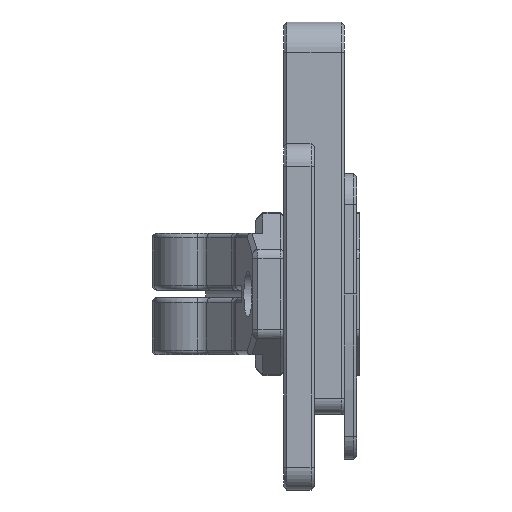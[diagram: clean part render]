
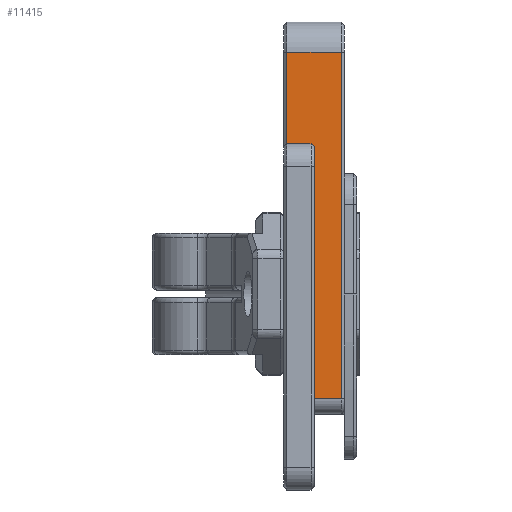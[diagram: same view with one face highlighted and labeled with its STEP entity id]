
A CAD part, left-side view. The second image highlights one B-rep face of the part: STEP entity #11415.
In plain terms, the highlighted planar face has unit normal (-1, 0, 0).
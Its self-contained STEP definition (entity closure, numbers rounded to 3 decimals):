
#622=PLANE('',#12322);
#1082=FACE_OUTER_BOUND('',#1764,.T.);
#1764=EDGE_LOOP('',(#8997,#8998,#8999,#9000,#9001,#9002,#9003));
#2539=LINE('',#18660,#3593);
#2552=LINE('',#18690,#3606);
#2566=LINE('',#18736,#3620);
#2607=LINE('',#18838,#3661);
#2608=LINE('',#18841,#3662);
#2609=LINE('',#18843,#3663);
#2610=LINE('',#18844,#3664);
#3593=VECTOR('',#14209,10.);
#3606=VECTOR('',#14232,10.);
#3620=VECTOR('',#14270,10.);
#3661=VECTOR('',#14385,10.);
#3662=VECTOR('',#14390,10.);
#3663=VECTOR('',#14391,10.);
#3664=VECTOR('',#14392,10.);
#5285=VERTEX_POINT('',#18658);
#5286=VERTEX_POINT('',#18659);
#5298=VERTEX_POINT('',#18688);
#5317=VERTEX_POINT('',#18734);
#5318=VERTEX_POINT('',#18735);
#5342=VERTEX_POINT('',#18837);
#5343=VERTEX_POINT('',#18842);
#6571=EDGE_CURVE('',#5285,#5286,#2539,.F.);
#6588=EDGE_CURVE('',#5298,#5285,#2552,.T.);
#6610=EDGE_CURVE('',#5317,#5318,#2566,.T.);
#6662=EDGE_CURVE('',#5318,#5342,#2607,.T.);
#6664=EDGE_CURVE('',#5317,#5286,#2608,.T.);
#6665=EDGE_CURVE('',#5343,#5298,#2609,.T.);
#6666=EDGE_CURVE('',#5342,#5343,#2610,.T.);
#8997=ORIENTED_EDGE('',*,*,#6610,.F.);
#8998=ORIENTED_EDGE('',*,*,#6664,.T.);
#8999=ORIENTED_EDGE('',*,*,#6571,.F.);
#9000=ORIENTED_EDGE('',*,*,#6588,.F.);
#9001=ORIENTED_EDGE('',*,*,#6665,.F.);
#9002=ORIENTED_EDGE('',*,*,#6666,.F.);
#9003=ORIENTED_EDGE('',*,*,#6662,.F.);
#11415=ADVANCED_FACE('',(#1082),#622,.T.);
#12322=AXIS2_PLACEMENT_3D('',#18840,#14388,#14389);
#14209=DIRECTION('',(0.,-0.707,-0.707));
#14232=DIRECTION('',(0.,0.,1.));
#14270=DIRECTION('',(0.,0.,1.));
#14385=DIRECTION('',(0.,-1.,0.));
#14388=DIRECTION('center_axis',(-1.,0.,0.));
#14389=DIRECTION('ref_axis',(0.,0.,
-1.));
#14390=DIRECTION('',(0.,-1.,0.));
#14391=DIRECTION('',(0.,1.,0.));
#14392=DIRECTION('',(0.,0.,-1.));
#18658=CARTESIAN_POINT('',(-65.565,10.6,45.879));
#18659=CARTESIAN_POINT('',(-65.565,11.,46.279));
#18660=CARTESIAN_POINT('',(-65.565,9.8,45.079));
#18688=CARTESIAN_POINT('',(-65.565,10.6,12.679));
#18690=CARTESIAN_POINT('',(-65.565,10.6,32.879));
#18734=CARTESIAN_POINT('',(-65.565,14.2,46.279));
#18735=CARTESIAN_POINT('',(-65.565,14.2,58.279));
#18736=CARTESIAN_POINT('',(-65.565,14.2,32.879));
#18837=CARTESIAN_POINT('',(-65.565,7.,58.279));
#18838=CARTESIAN_POINT('',(-65.565,12.6,58.279));
#18840=CARTESIAN_POINT('Origin',(-65.565,10.6,42.279));
#18841=CARTESIAN_POINT('',(-65.565,10.6,46.279));
#18842=CARTESIAN_POINT('',(-65.565,7.,12.679));
#18843=CARTESIAN_POINT('',(-65.565,10.6,12.679));
#18844=CARTESIAN_POINT('',(-65.565,7.,34.379));
